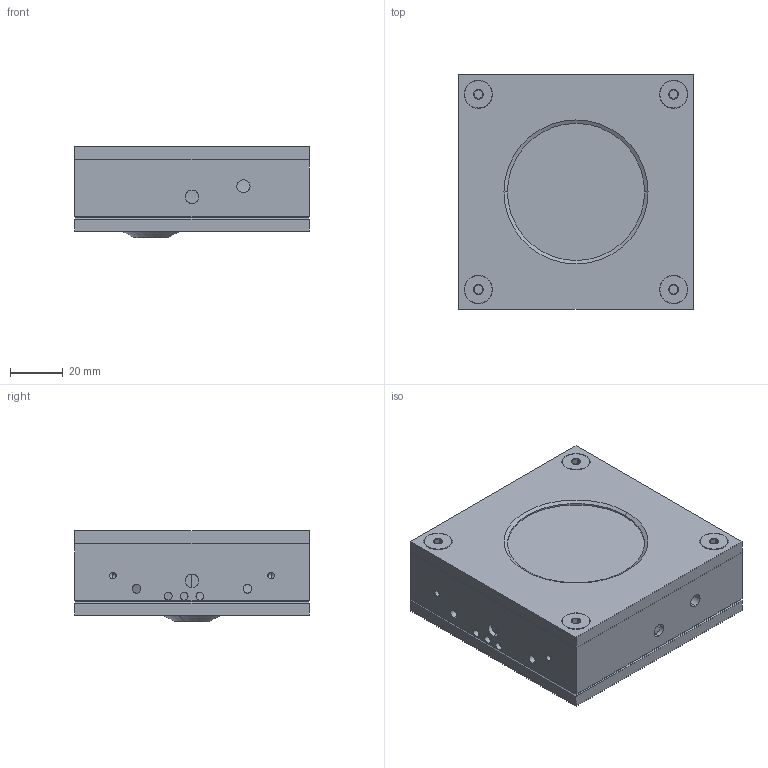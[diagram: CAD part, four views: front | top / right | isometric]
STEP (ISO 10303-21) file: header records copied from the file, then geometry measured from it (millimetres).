
FILE_DESCRIPTION (( 'STEP AP214' ), '1' );
FILE_NAME ('STEP UP55N-50S-QED-D0.STEP', '2018-09-10T16:01:18', ( '' ), ( '' ), 'SwSTEP 2.0', 'SolidWorks 2018', '' );
FILE_SCHEMA (( 'AUTOMOTIVE_DESIGN' ));
Length unit declared in the file: millimetre
Products named in the file (1): STEP UP55N-50S-QED-D0
Bounding box: 89 x 89 x 34.66 mm (x, y, z)
Volume: 248471.6 mm3; surface area: 55832.4 mm2
Topology: 8 solids, 8 shells, 496 faces, 1241 edges, 782 vertices
Faces by surface type: cylinder 309, cone 92, plane 73, bspline 12, torus 10
Entity records: 38596 total; most frequent: CARTESIAN_POINT 22562, ORIENTED_EDGE 2466, DIRECTION 1915, EDGE_CURVE 1233, VERTEX_POINT 782, AXIS2_PLACEMENT_3D 733, EDGE_LOOP 543, UNCERTAINTY_MEASURE_WITH_UNIT 506
